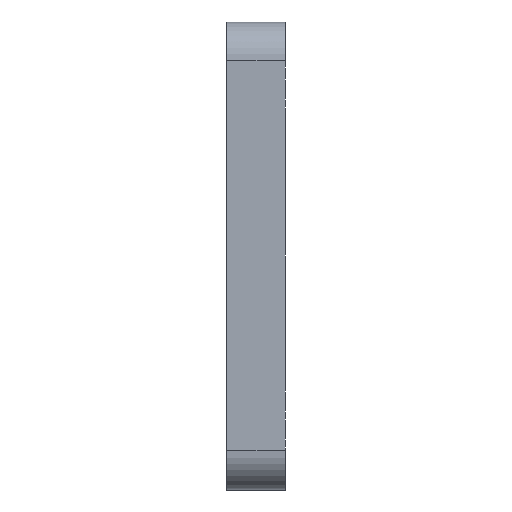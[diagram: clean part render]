
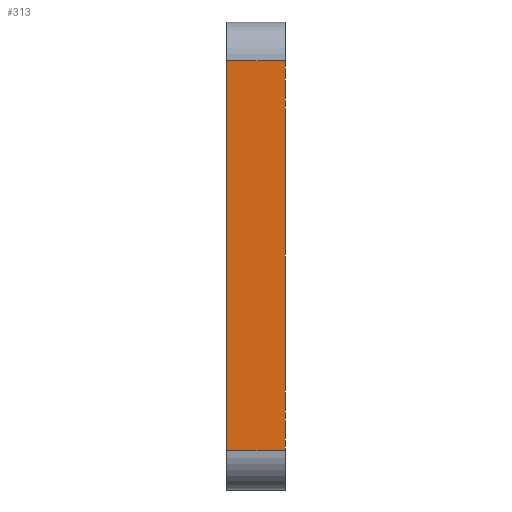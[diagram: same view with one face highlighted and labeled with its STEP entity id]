
A CAD part, left-side view. The second image highlights one B-rep face of the part: STEP entity #313.
In plain terms, the highlighted planar face has unit normal (-1, 0, 0).
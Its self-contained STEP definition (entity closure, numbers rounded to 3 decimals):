
#165 = ORIENTED_EDGE ( 'NONE', *, *, #710, .T. ) ;
#207 = VERTEX_POINT ( 'NONE', #220 ) ;
#220 = CARTESIAN_POINT ( 'NONE',  ( 0., 1.5, -10. ) ) ;
#231 = CARTESIAN_POINT ( 'NONE',  ( 0., -1.5, 10. ) ) ;
#297 = LINE ( 'NONE', #1055, #1393 ) ;
#307 = EDGE_LOOP ( 'NONE', ( #1278, #571, #941, #165 ) ) ;
#313 = ADVANCED_FACE ( 'NONE', ( #615 ), #918, .F. ) ;
#329 = AXIS2_PLACEMENT_3D ( 'NONE', #335, #1714, #1349 ) ;
#335 = CARTESIAN_POINT ( 'NONE',  ( 0., 0., 0. ) ) ;
#363 = CARTESIAN_POINT ( 'NONE',  ( 0., 0., 10. ) ) ;
#395 = EDGE_CURVE ( 'NONE', #207, #1689, #297, .T. ) ;
#442 = VERTEX_POINT ( 'NONE', #231 ) ;
#510 = DIRECTION ( 'NONE',  ( 0., 1., 0. ) ) ;
#535 = CARTESIAN_POINT ( 'NONE',  ( 0., 0., -10. ) ) ;
#571 = ORIENTED_EDGE ( 'NONE', *, *, #1759, .T. ) ;
#615 = FACE_OUTER_BOUND ( 'NONE', #307, .T. ) ;
#679 = CARTESIAN_POINT ( 'NONE',  ( 0., -1.5, 12. ) ) ;
#699 = VECTOR ( 'NONE', #1114, 1000. ) ;
#710 = EDGE_CURVE ( 'NONE', #442, #1689, #1519, .T. ) ;
#764 = VECTOR ( 'NONE', #980, 1000. ) ;
#918 = PLANE ( 'NONE',  #329 ) ;
#941 = ORIENTED_EDGE ( 'NONE', *, *, #1223, .F. ) ;
#980 = DIRECTION ( 'NONE',  ( 0., 0., -1. ) ) ;
#1055 = CARTESIAN_POINT ( 'NONE',  ( 0., 1.5, 12. ) ) ;
#1088 = LINE ( 'NONE', #535, #699 ) ;
#1114 = DIRECTION ( 'NONE',  ( 0., -1., 0. ) ) ;
#1142 = VECTOR ( 'NONE', #510, 1000. ) ;
#1148 = LINE ( 'NONE', #679, #764 ) ;
#1223 = EDGE_CURVE ( 'NONE', #442, #1614, #1148, .T. ) ;
#1231 = CARTESIAN_POINT ( 'NONE',  ( 0., 1.5, 10. ) ) ;
#1278 = ORIENTED_EDGE ( 'NONE', *, *, #395, .F. ) ;
#1349 = DIRECTION ( 'NONE',  ( 0., 0., -1. ) ) ;
#1360 = CARTESIAN_POINT ( 'NONE',  ( 0., -1.5, -10. ) ) ;
#1393 = VECTOR ( 'NONE', #1569, 1000. ) ;
#1519 = LINE ( 'NONE', #363, #1142 ) ;
#1569 = DIRECTION ( 'NONE',  ( 0., 0., 1. ) ) ;
#1614 = VERTEX_POINT ( 'NONE', #1360 ) ;
#1689 = VERTEX_POINT ( 'NONE', #1231 ) ;
#1714 = DIRECTION ( 'NONE',  ( 1., 0., 0. ) ) ;
#1759 = EDGE_CURVE ( 'NONE', #207, #1614, #1088, .T. ) ;
